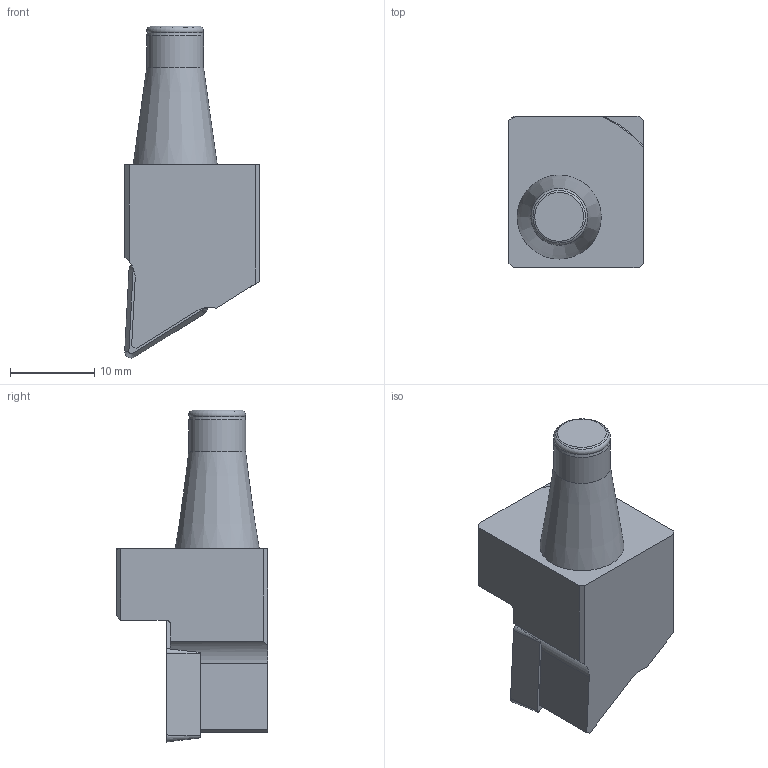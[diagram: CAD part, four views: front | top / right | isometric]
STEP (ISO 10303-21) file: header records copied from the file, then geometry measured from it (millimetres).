
FILE_DESCRIPTION(/* description */ (''),/* implementation_level */ '2;1');
FILE_NAME(/* name */ '1724952762940.stp',/* time_stamp */ '2024-08-29T23:02:55+06:00',/* author */ (''),/* organization */ ('SMS'),/* preprocessor_version */ 'ST-DEVELOPER v16.7',/* originating_system */ 'SIEMENS PLM Software NX 12.0',/* authorisation */ '');
FILE_SCHEMA (('AUTOMOTIVE_DESIGN { 1 0 10303 214 3 1 1 1 }'));
Length unit declared in the file: millimetre
Products named in the file (4): IsoTurningInsert; ASSEMBLY_CONSTRUCTION; 205392717mod000_00; 205392716mod000_00
Assembly tree (3 placements, depth 2):
  205392716mod000_00
    205392717mod000_00
    ASSEMBLY_CONSTRUCTION
    IsoTurningInsert
Bounding box: 16 x 18 x 39.5 mm (x, y, z)
Volume: 4779.5 mm3; surface area: 2459.6 mm2
Topology: 2 solids, 2 shells, 63 faces, 158 edges, 108 vertices
Faces by surface type: plane 34, cone 13, cylinder 9, torus 6, sphere 1
Full cylindrical faces by diameter (mm): 4.4 x2, 6.75 x1
Entity records: 2002 total; most frequent: CARTESIAN_POINT 387, DIRECTION 328, ORIENTED_EDGE 272, EDGE_CURVE 136, AXIS2_PLACEMENT_3D 123, VERTEX_POINT 94, LINE 82, VECTOR 82
